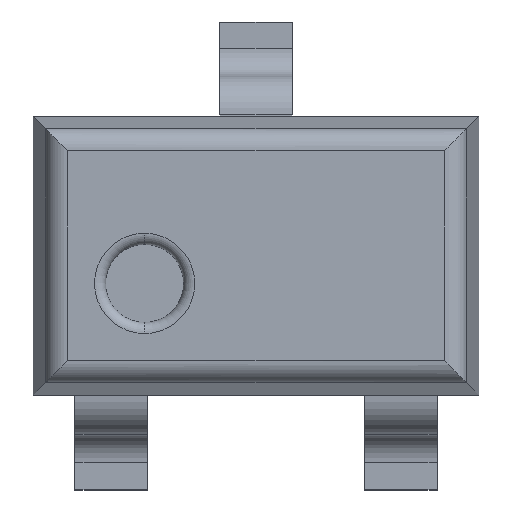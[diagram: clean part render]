
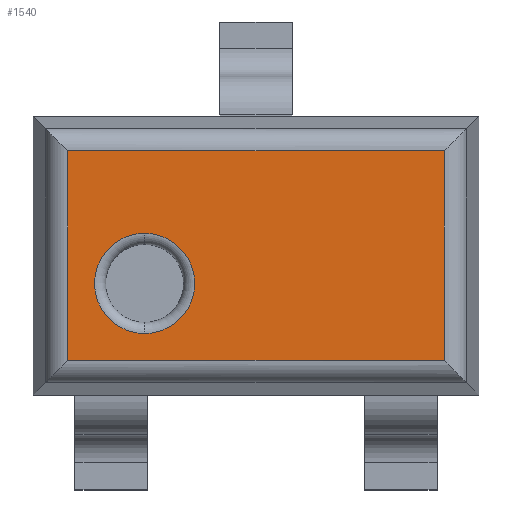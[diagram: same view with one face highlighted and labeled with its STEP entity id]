
A CAD part, top view. The second image highlights one B-rep face of the part: STEP entity #1540.
In plain terms, the highlighted planar face has unit normal (0, 0, 1).
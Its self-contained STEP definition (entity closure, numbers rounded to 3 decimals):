
#1334 = CARTESIAN_POINT ( 'NONE',  ( -0.5, -0.35, 1.1 ) ) ;
#1335 = VERTEX_POINT ( 'NONE', #1334 ) ;
#1343 = CARTESIAN_POINT ( 'NONE',  ( -0.5, 0.1, 1.1 ) ) ;
#1344 = VERTEX_POINT ( 'NONE', #1343 ) ;
#1345 = CARTESIAN_POINT ( 'NONE',  ( -0.5, -0.125, 1.1 ) ) ;
#1346 = DIRECTION ( 'NONE',  ( 0., 0., -1. ) ) ;
#1347 = DIRECTION ( 'NONE',  ( 0., 1., 0. ) ) ;
#1348 = AXIS2_PLACEMENT_3D ( 'NONE', #1345, #1346, #1347 ) ;
#1349 = CIRCLE ( 'NONE', #1348, 0.225) ;
#1350 = EDGE_CURVE ( 'NONE', #1344, #1335, #1349, .T. ) ;
#1491 = ORIENTED_EDGE ( 'NONE', *, *, #1350, .T. ) ;
#1492 = CARTESIAN_POINT ( 'NONE',  ( -0.5, -0.125, 1.1 ) ) ;
#1493 = DIRECTION ( 'NONE',  ( 0., 0., -1. ) ) ;
#1494 = DIRECTION ( 'NONE',  ( 0., 1., 0. ) ) ;
#1495 = AXIS2_PLACEMENT_3D ( 'NONE', #1492, #1493, #1494 ) ;
#1496 = CIRCLE ( 'NONE', #1495, 0.225) ;
#1497 = EDGE_CURVE ( 'NONE', #1335, #1344, #1496, .T. ) ;
#1498 = ORIENTED_EDGE ( 'NONE', *, *, #1497, .T. ) ;
#1499 = EDGE_LOOP ( 'NONE', ( #1491, #1498 ) ) ;
#1500 = FACE_BOUND ( 'NONE', #1499, .T. ) ;
#1501 = CARTESIAN_POINT ( 'NONE',  ( 0.846, -0.471, 1.1 ) ) ;
#1502 = VERTEX_POINT ( 'NONE', #1501 ) ;
#1503 = CARTESIAN_POINT ( 'NONE',  ( 0.846, 0.471, 1.1 ) ) ;
#1504 = VERTEX_POINT ( 'NONE', #1503 ) ;
#1505 = CARTESIAN_POINT ( 'NONE',  ( 0.846, 0.555, 1.1 ) ) ;
#1506 = DIRECTION ( 'NONE',  ( 0., 1., 0. ) ) ;
#1507 = VECTOR ( 'NONE', #1506, 1000. ) ;
#1508 = LINE ( 'NONE', #1505, #1507 ) ;
#1509 = EDGE_CURVE ( 'NONE', #1502, #1504, #1508, .T. ) ;
#1510 = ORIENTED_EDGE ( 'NONE', *, *, #1509, .T. ) ;
#1511 = CARTESIAN_POINT ( 'NONE',  ( -0.846, 0.471, 1.1 ) ) ;
#1512 = VERTEX_POINT ( 'NONE', #1511 ) ;
#1513 = CARTESIAN_POINT ( 'NONE',  ( -0.93, 0.471, 1.1 ) ) ;
#1514 = DIRECTION ( 'NONE',  ( -1., 0., 0. ) ) ;
#1515 = VECTOR ( 'NONE', #1514, 1000. ) ;
#1516 = LINE ( 'NONE', #1513, #1515 ) ;
#1517 = EDGE_CURVE ( 'NONE', #1504, #1512, #1516, .T. ) ;
#1518 = ORIENTED_EDGE ( 'NONE', *, *, #1517, .T. ) ;
#1519 = CARTESIAN_POINT ( 'NONE',  ( -0.846, -0.471, 1.1 ) ) ;
#1520 = VERTEX_POINT ( 'NONE', #1519 ) ;
#1521 = CARTESIAN_POINT ( 'NONE',  ( -0.846, -0.555, 1.1 ) ) ;
#1522 = DIRECTION ( 'NONE',  ( 0., -1., 0. ) ) ;
#1523 = VECTOR ( 'NONE', #1522, 1000. ) ;
#1524 = LINE ( 'NONE', #1521, #1523 ) ;
#1525 = EDGE_CURVE ( 'NONE', #1512, #1520, #1524, .T. ) ;
#1526 = ORIENTED_EDGE ( 'NONE', *, *, #1525, .T. ) ;
#1527 = CARTESIAN_POINT ( 'NONE',  ( 0.93, -0.471, 1.1 ) ) ;
#1528 = DIRECTION ( 'NONE',  ( 1., 0., 0. ) ) ;
#1529 = VECTOR ( 'NONE', #1528, 1000. ) ;
#1530 = LINE ( 'NONE', #1527, #1529 ) ;
#1531 = EDGE_CURVE ( 'NONE', #1520, #1502, #1530, .T. ) ;
#1532 = ORIENTED_EDGE ( 'NONE', *, *, #1531, .T. ) ;
#1533 = EDGE_LOOP ( 'NONE', ( #1510, #1518, #1526, #1532 ) ) ;
#1534 = FACE_OUTER_BOUND ( 'NONE', #1533, .T. ) ;
#1535 = CARTESIAN_POINT ( 'NONE',  ( 0., 0., 1.1 ) ) ;
#1536 = DIRECTION ( 'NONE',  ( 0., 0., -1. ) ) ;
#1537 = DIRECTION ( 'NONE',  ( 0., 1., 0. ) ) ;
#1538 = AXIS2_PLACEMENT_3D ( 'NONE', #1535, #1536, #1537 ) ;
#1539 = PLANE ( 'NONE', #1538 ) ;
#1540 = ADVANCED_FACE ( 'NONE', ( #1500, #1534 ), #1539, .F. ) ;
